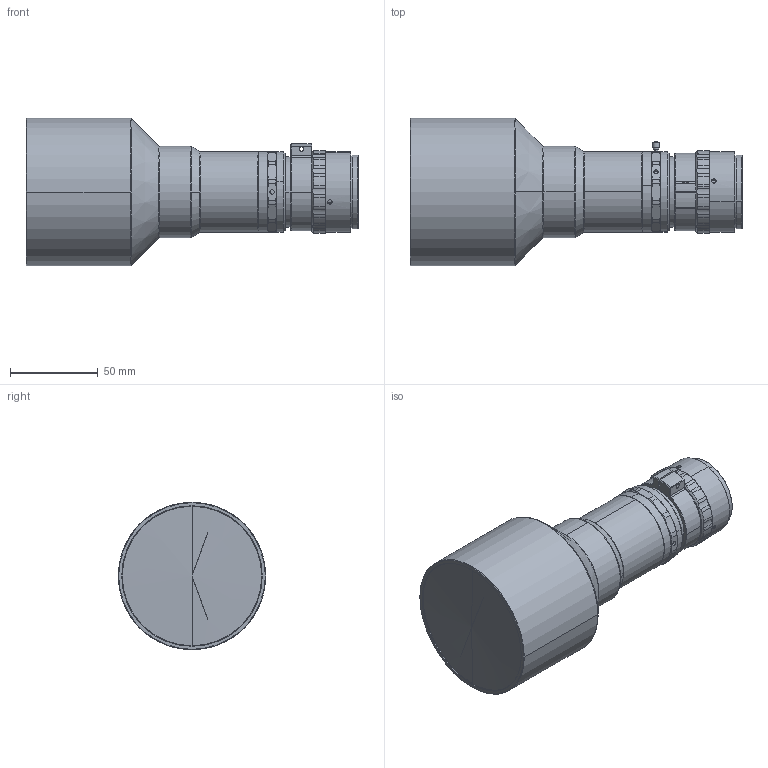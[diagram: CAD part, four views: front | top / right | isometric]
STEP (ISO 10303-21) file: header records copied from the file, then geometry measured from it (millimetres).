
FILE_DESCRIPTION (( 'STEP AP203' ), '1' );
FILE_NAME ('DTCA175-61.4-G-M42-AL.STEP', '2022-05-16T06:04:48', ( '' ), ( '' ), 'SwSTEP 2.0', 'SolidWorks 2017', '' );
FILE_SCHEMA (( 'CONFIG_CONTROL_DESIGN' ));
Length unit declared in the file: millimetre
Products named in the file (1): DTCA175-61.4-G-M42-AL
Bounding box: 188.88 x 84 x 84 mm (x, y, z)
Volume: 582848.8 mm3; surface area: 47063.8 mm2
Topology: 1 solids, 1 shells, 269 faces, 679 edges, 429 vertices
Faces by surface type: cylinder 122, cone 96, plane 41, bspline 10
Entity records: 8799 total; most frequent: CARTESIAN_POINT 2371, ORIENTED_EDGE 1350, DIRECTION 1338, EDGE_CURVE 675, AXIS2_PLACEMENT_3D 566, VERTEX_POINT 429, CIRCLE 306, EDGE_LOOP 294
